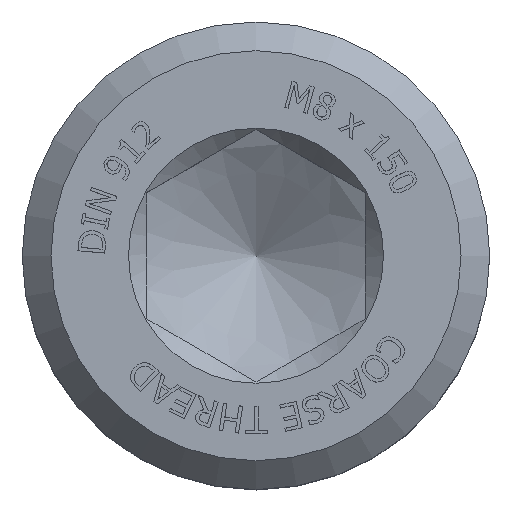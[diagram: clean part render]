
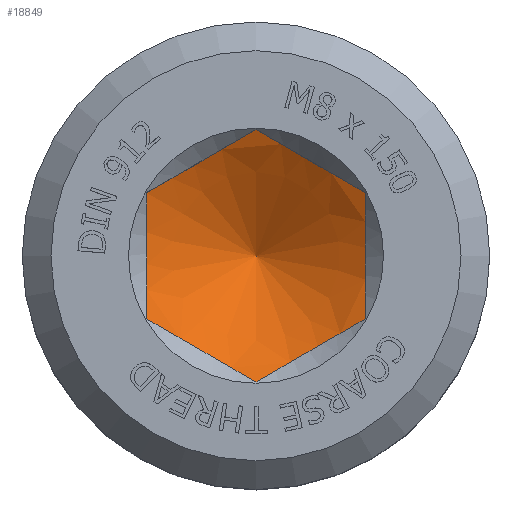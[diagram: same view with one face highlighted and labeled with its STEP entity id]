
A CAD part, top view. The second image highlights one B-rep face of the part: STEP entity #18849.
In plain terms, the highlighted conical face has half-angle 60 degrees and reference radius 2.6 mm.
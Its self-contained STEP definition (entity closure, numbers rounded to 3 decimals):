
#18477=CARTESIAN_POINT('',(0.,3.51,-4.0));
#18478=VERTEX_POINT('',#18477);
#18485=CARTESIAN_POINT('',(3.04,1.755,-4.0));
#18486=VERTEX_POINT('',#18485);
#18487=CARTESIAN_POINT('',(3.04,1.755,-4.0));
#18488=CARTESIAN_POINT('',(1.52,2.633,-4.507));
#18489=CARTESIAN_POINT('',(0.,3.51,-4.0));
#18497=(BOUNDED_CURVE()B_SPLINE_CURVE(2,(#18487,#18488,#18489),.UNSPECIFIED.,.F.,.U.)B_SPLINE_CURVE_WITH_KNOTS((3,3),(0.21,0.67),.UNSPECIFIED.)CURVE()GEOMETRIC_REPRESENTATION_ITEM()RATIONAL_B_SPLINE_CURVE((1.258,1.453,1.258))REPRESENTATION_ITEM(''));
#18498=EDGE_CURVE('',#18486,#18478,#18497,.T.);
#18515=CARTESIAN_POINT('',(-3.04,1.755,-4.0));
#18516=VERTEX_POINT('',#18515);
#18523=CARTESIAN_POINT('',(0.,3.51,-4.0));
#18524=CARTESIAN_POINT('',(-1.52,2.633,-4.507));
#18525=CARTESIAN_POINT('',(-3.04,1.755,-4.0));
#18533=(BOUNDED_CURVE()B_SPLINE_CURVE(2,(#18523,#18524,#18525),.UNSPECIFIED.,.F.,.U.)B_SPLINE_CURVE_WITH_KNOTS((3,3),(0.21,0.67),.UNSPECIFIED.)CURVE()GEOMETRIC_REPRESENTATION_ITEM()RATIONAL_B_SPLINE_CURVE((1.258,1.453,1.258))REPRESENTATION_ITEM(''));
#18534=EDGE_CURVE('',#18478,#18516,#18533,.T.);
#18546=CARTESIAN_POINT('',(-3.04,-1.755,-4.0));
#18547=VERTEX_POINT('',#18546);
#18554=CARTESIAN_POINT('',(-3.04,1.755,-4.0));
#18555=CARTESIAN_POINT('',(-3.04,0.,-4.507));
#18556=CARTESIAN_POINT('',(-3.04,-1.755,-4.0));
#18564=(BOUNDED_CURVE()B_SPLINE_CURVE(2,(#18554,#18555,#18556),.UNSPECIFIED.,.F.,.U.)B_SPLINE_CURVE_WITH_KNOTS((3,3),(0.21,0.67),.UNSPECIFIED.)CURVE()GEOMETRIC_REPRESENTATION_ITEM()RATIONAL_B_SPLINE_CURVE((1.258,1.453,1.258))REPRESENTATION_ITEM(''));
#18565=EDGE_CURVE('',#18516,#18547,#18564,.T.);
#18577=CARTESIAN_POINT('',(0.,-3.51,-4.0));
#18578=VERTEX_POINT('',#18577);
#18585=CARTESIAN_POINT('',(-3.04,-1.755,-4.0));
#18586=CARTESIAN_POINT('',(-1.52,-2.633,-4.507));
#18587=CARTESIAN_POINT('',(0.,-3.51,-4.0));
#18595=(BOUNDED_CURVE()B_SPLINE_CURVE(2,(#18585,#18586,#18587),.UNSPECIFIED.,.F.,.U.)B_SPLINE_CURVE_WITH_KNOTS((3,3),(0.21,0.67),.UNSPECIFIED.)CURVE()GEOMETRIC_REPRESENTATION_ITEM()RATIONAL_B_SPLINE_CURVE((1.258,1.453,1.258))REPRESENTATION_ITEM(''));
#18596=EDGE_CURVE('',#18547,#18578,#18595,.T.);
#18608=CARTESIAN_POINT('',(3.04,-1.755,-4.));
#18609=VERTEX_POINT('',#18608);
#18616=CARTESIAN_POINT('',(0.,-3.51,-4.0));
#18617=CARTESIAN_POINT('',(1.52,-2.633,-4.507));
#18618=CARTESIAN_POINT('',(3.04,-1.755,-4.));
#18626=(BOUNDED_CURVE()B_SPLINE_CURVE(2,(#18616,#18617,#18618),.UNSPECIFIED.,.F.,.U.)B_SPLINE_CURVE_WITH_KNOTS((3,3),(0.21,0.67),.UNSPECIFIED.)CURVE()GEOMETRIC_REPRESENTATION_ITEM()RATIONAL_B_SPLINE_CURVE((1.258,1.453,1.258))REPRESENTATION_ITEM(''));
#18627=EDGE_CURVE('',#18578,#18609,#18626,.T.);
#18640=CARTESIAN_POINT('',(3.04,-1.755,-4.));
#18641=CARTESIAN_POINT('',(3.04,0.,-4.507));
#18642=CARTESIAN_POINT('',(3.04,1.755,-4.0));
#18650=(BOUNDED_CURVE()B_SPLINE_CURVE(2,(#18640,#18641,#18642),.UNSPECIFIED.,.F.,.U.)B_SPLINE_CURVE_WITH_KNOTS((3,3),(0.21,0.67),.UNSPECIFIED.)CURVE()GEOMETRIC_REPRESENTATION_ITEM()RATIONAL_B_SPLINE_CURVE((1.258,1.453,1.258))REPRESENTATION_ITEM(''));
#18651=EDGE_CURVE('',#18609,#18486,#18650,.T.);
#18836=CARTESIAN_POINT('',(0.0,0.,-4.526));
#18837=DIRECTION('',(0.0,0.,1.0));
#18838=DIRECTION('',(0.0,1.0,0.0));
#18839=AXIS2_PLACEMENT_3D('',#18836,#18837,#18838);
#18840=CONICAL_SURFACE('',#18839,2.6,60.);
#18841=ORIENTED_EDGE('',*,*,#18565,.T.);
#18842=ORIENTED_EDGE('',*,*,#18596,.T.);
#18843=ORIENTED_EDGE('',*,*,#18627,.T.);
#18844=ORIENTED_EDGE('',*,*,#18651,.T.);
#18845=ORIENTED_EDGE('',*,*,#18498,.T.);
#18846=ORIENTED_EDGE('',*,*,#18534,.T.);
#18847=EDGE_LOOP('',(#18841,#18842,#18843,#18844,#18845,#18846));
#18848=FACE_OUTER_BOUND('',#18847,.T.);
#18849=ADVANCED_FACE('',(#18848),#18840,.F.);
